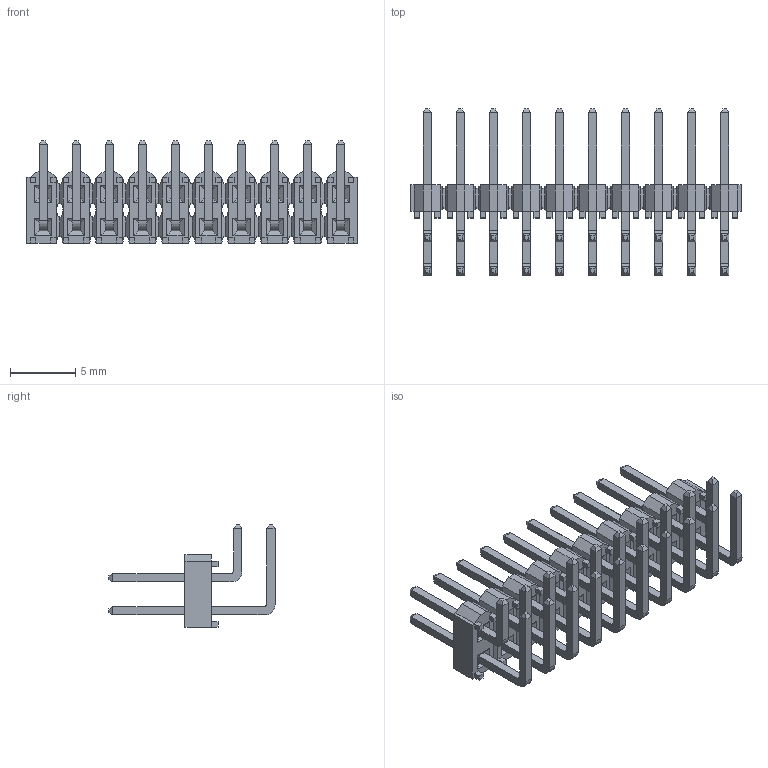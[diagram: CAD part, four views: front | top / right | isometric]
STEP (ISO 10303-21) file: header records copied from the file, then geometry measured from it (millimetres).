
FILE_DESCRIPTION (( 'STEP AP214' ), '1' );
FILE_NAME ('Samtec-TSW-110-08-L-D-RA.STEP', '2013-02-07T12:35:12', ( 'Master' ), ( '' ), 'SwSTEP 2.0', 'SolidWorks 2010', '' );
FILE_SCHEMA (( 'AUTOMOTIVE_DESIGN' ));
Length unit declared in the file: inch
Products named in the file (1): Samtec-TSW-110-08-L-D-RA
Bounding box: 25.4 x 12.76 x 7.87 mm (x, y, z)
Volume: 368.4 mm3; surface area: 1249.1 mm2
Topology: 1 solids, 1 shells, 1024 faces, 2458 edges, 1458 vertices
Faces by surface type: plane 984, cylinder 40
Entity records: 34242 total; most frequent: CARTESIAN_POINT 4941, ORIENTED_EDGE 4916, DIRECTION 4588, EDGE_CURVE 2458, LINE 2378, VECTOR 2378, VERTEX_POINT 1458, AXIS2_PLACEMENT_3D 1105
